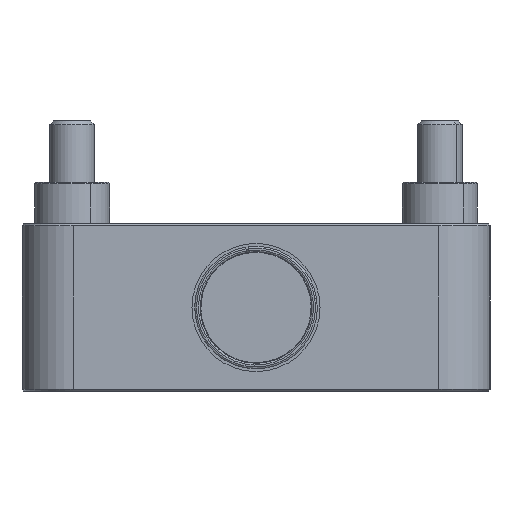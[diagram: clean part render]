
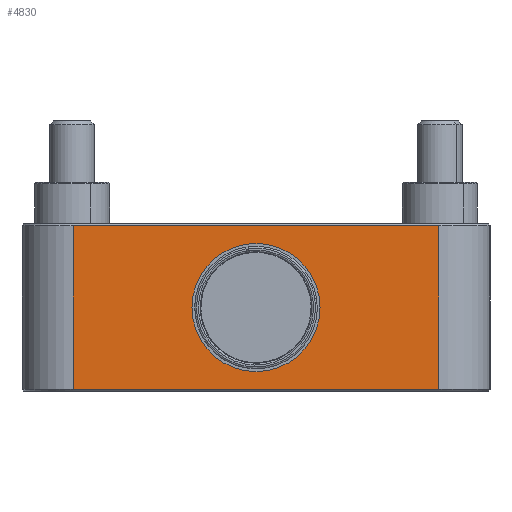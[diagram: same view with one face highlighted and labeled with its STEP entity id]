
A CAD part, front view. The second image highlights one B-rep face of the part: STEP entity #4830.
In plain terms, the highlighted planar face has unit normal (0, -1, 0).
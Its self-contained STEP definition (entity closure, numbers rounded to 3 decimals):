
#1 = CARTESIAN_POINT ( 'NONE',  ( -32.8, -72.375, -14.675 ) ) ;
#715 = DIRECTION ( 'NONE',  ( 0., -1., 0. ) ) ;
#791 = CARTESIAN_POINT ( 'NONE',  ( 0., -72.375, -11.5 ) ) ;
#842 = EDGE_CURVE ( 'NONE', #7801, #2937, #5267, .T. ) ;
#1055 = EDGE_CURVE ( 'NONE', #4616, #6006, #1622, .T. ) ;
#1199 = DIRECTION ( 'NONE',  ( -1., 0., 0. ) ) ;
#1573 = DIRECTION ( 'NONE',  ( 0., 0., 1. ) ) ;
#1622 = LINE ( 'NONE', #7016, #4138 ) ;
#1643 = DIRECTION ( 'NONE',  ( -1., 0., 0. ) ) ;
#1904 = ORIENTED_EDGE ( 'NONE', *, *, #9569, .F. ) ;
#2013 = AXIS2_PLACEMENT_3D ( 'NONE', #10827, #3596, #1199 ) ;
#2203 = LINE ( 'NONE', #9442, #10521 ) ;
#2401 = CARTESIAN_POINT ( 'NONE',  ( 0., -72.375, 0. ) ) ;
#2596 = FACE_OUTER_BOUND ( 'NONE', #4885, .T. ) ;
#2937 = VERTEX_POINT ( 'NONE', #6001 ) ;
#3094 = CARTESIAN_POINT ( 'NONE',  ( 32.8, -72.375, -14.675 ) ) ;
#3596 = DIRECTION ( 'NONE',  ( 0., 1., 0. ) ) ;
#3711 = ORIENTED_EDGE ( 'NONE', *, *, #8399, .F. ) ;
#3721 = CARTESIAN_POINT ( 'NONE',  ( -32.8, -72.375, -14.675 ) ) ;
#3754 = LINE ( 'NONE', #8017, #12749 ) ;
#4138 = VECTOR ( 'NONE', #11311, 1000. ) ;
#4403 = CARTESIAN_POINT ( 'NONE',  ( -32.8, -72.375, 14.675 ) ) ;
#4616 = VERTEX_POINT ( 'NONE', #3094 ) ;
#4830 = ADVANCED_FACE ( 'NONE', ( #9984, #2596 ), #13220, .F. ) ;
#4885 = EDGE_LOOP ( 'NONE', ( #11934, #11228, #3711, #5428 ) ) ;
#5267 = CIRCLE ( 'NONE', #13782, 11.5 ) ;
#5428 = ORIENTED_EDGE ( 'NONE', *, *, #11648, .T. ) ;
#6001 = CARTESIAN_POINT ( 'NONE',  ( 0., -72.375, 11.5 ) ) ;
#6006 = VERTEX_POINT ( 'NONE', #13281 ) ;
#6841 = VERTEX_POINT ( 'NONE', #4403 ) ;
#7016 = CARTESIAN_POINT ( 'NONE',  ( 32.8, -72.375, -15. ) ) ;
#7333 = CIRCLE ( 'NONE', #9375, 11.5 ) ;
#7557 = EDGE_LOOP ( 'NONE', ( #13655, #1904 ) ) ;
#7782 = VERTEX_POINT ( 'NONE', #1 ) ;
#7801 = VERTEX_POINT ( 'NONE', #791 ) ;
#7917 = DIRECTION ( 'NONE',  ( 1., 0., 0. ) ) ;
#8017 = CARTESIAN_POINT ( 'NONE',  ( -32.8, -72.375, 14.675 ) ) ;
#8181 = VECTOR ( 'NONE', #7917, 1000. ) ;
#8399 = EDGE_CURVE ( 'NONE', #7782, #6841, #2203, .T. ) ;
#8581 = DIRECTION ( 'NONE',  ( 0., 0., 1. ) ) ;
#8931 = DIRECTION ( 'NONE',  ( 0., 0., 1. ) ) ;
#9375 = AXIS2_PLACEMENT_3D ( 'NONE', #13523, #715, #1573 ) ;
#9442 = CARTESIAN_POINT ( 'NONE',  ( -32.8, -72.375, -15. ) ) ;
#9569 = EDGE_CURVE ( 'NONE', #2937, #7801, #7333, .T. ) ;
#9636 = EDGE_CURVE ( 'NONE', #6006, #6841, #3754, .T. ) ;
#9984 = FACE_BOUND ( 'NONE', #7557, .T. ) ;
#10521 = VECTOR ( 'NONE', #8581, 1000. ) ;
#10827 = CARTESIAN_POINT ( 'NONE',  ( -32.8, -72.375, -15. ) ) ;
#11228 = ORIENTED_EDGE ( 'NONE', *, *, #9636, .T. ) ;
#11311 = DIRECTION ( 'NONE',  ( 0., 0., 1. ) ) ;
#11648 = EDGE_CURVE ( 'NONE', #7782, #4616, #13346, .T. ) ;
#11934 = ORIENTED_EDGE ( 'NONE', *, *, #1055, .T. ) ;
#12172 = DIRECTION ( 'NONE',  ( 0., -1., 0. ) ) ;
#12749 = VECTOR ( 'NONE', #1643, 1000. ) ;
#13220 = PLANE ( 'NONE',  #2013 ) ;
#13281 = CARTESIAN_POINT ( 'NONE',  ( 32.8, -72.375, 14.675 ) ) ;
#13346 = LINE ( 'NONE', #3721, #8181 ) ;
#13523 = CARTESIAN_POINT ( 'NONE',  ( 0., -72.375, 0. ) ) ;
#13655 = ORIENTED_EDGE ( 'NONE', *, *, #842, .F. ) ;
#13782 = AXIS2_PLACEMENT_3D ( 'NONE', #2401, #12172, #8931 ) ;
